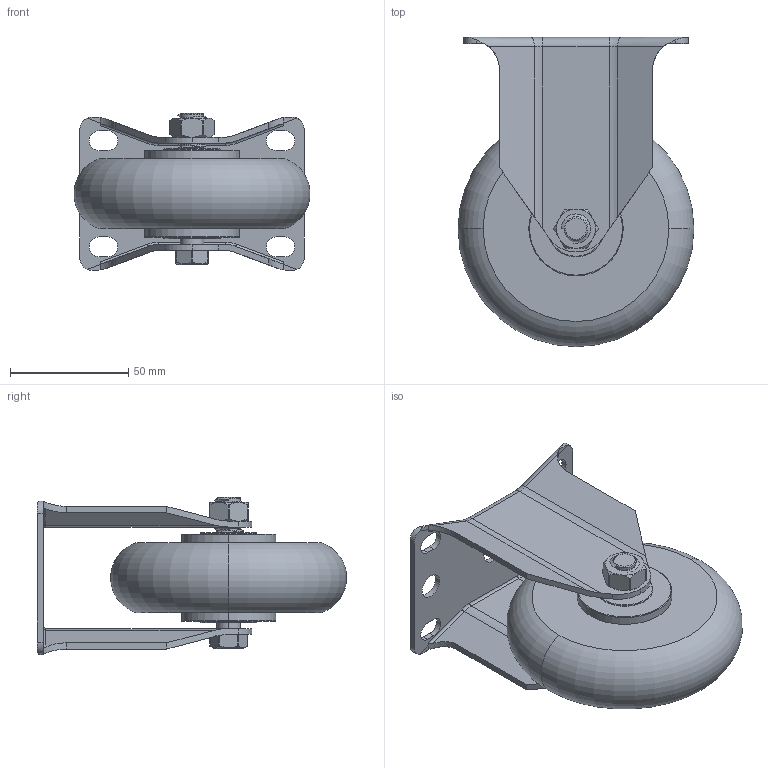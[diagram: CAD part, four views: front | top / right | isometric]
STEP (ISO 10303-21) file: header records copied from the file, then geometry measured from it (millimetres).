
FILE_DESCRIPTION((''),'2;1');
FILE_NAME('4CUN-BB-DX_ASM','2021-04-21T',('MAYANYAN'),(''),'PRO/ENGINEER BY PARAMETRIC TECHNOLOGY CORPORATION, 2013240','PRO/ENGINEER BY PARAMETRIC TECHNOLOGY CORPORATION, 2013240','');
FILE_SCHEMA(('CONFIG_CONTROL_DESIGN'));
Length unit declared in the file: millimetre
Products named in the file (5): 4CUN-BB-DIBAN-DX; LUNZI-4CUN; LUODING-60; LUOMAO-19; 4CUN-BB-DX_ASM
Assembly tree (4 placements, depth 2):
  4CUN-BB-DX_ASM
    4CUN-BB-DIBAN-DX
    LUNZI-4CUN
    LUODING-60
    LUOMAO-19
Bounding box: 99.89 x 130.95 x 66.5 mm (x, y, z)
Volume: 253880 mm3; surface area: 59565.4 mm2
Topology: 4 solids, 4 shells, 233 faces, 625 edges, 406 vertices
Faces by surface type: cylinder 116, plane 62, torus 21, cone 14, bspline 12, extrusion 8
Entity records: 11415 total; most frequent: CARTESIAN_POINT 5711, ORIENTED_EDGE 1250, DIRECTION 1037, EDGE_CURVE 625, VERTEX_POINT 406, AXIS2_PLACEMENT_3D 385, VECTOR 267, EDGE_LOOP 261
